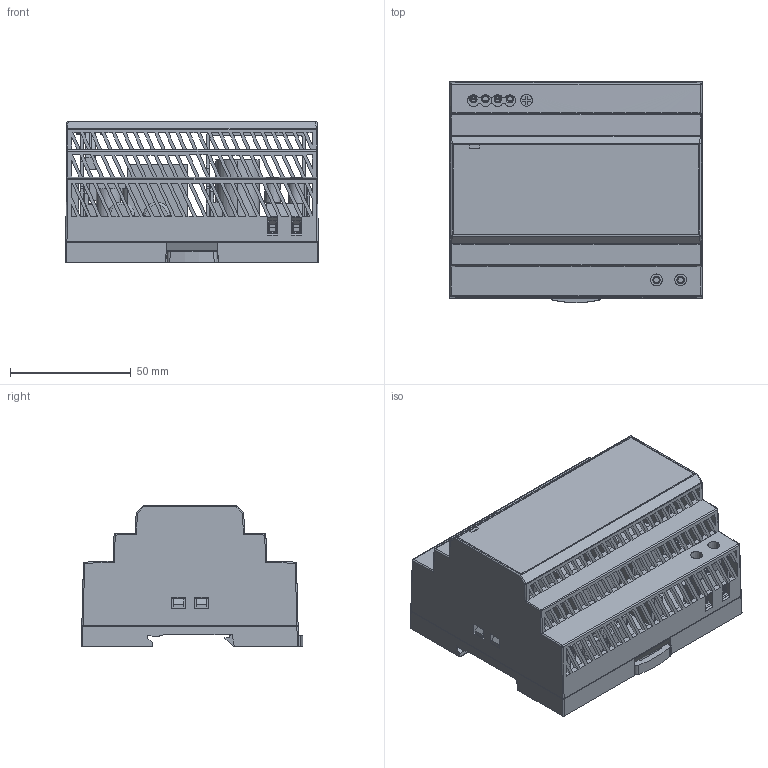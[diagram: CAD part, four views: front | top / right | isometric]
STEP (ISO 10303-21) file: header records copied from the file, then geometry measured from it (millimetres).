
FILE_DESCRIPTION(('Creo Elements/Direct Modeling STEP Export'),'2;1');
FILE_NAME('HDR-150.stp','2018-10-11T10:29:43',(''),(''),'PTC Creo Elements/Direct Modeling STEP processor for AP214 (Solid Model)','PTC Creo Elements/Direct Modeling 19.0A 04-Oct-2014 (C) Parametric Technology GmbH','');
FILE_SCHEMA(('AUTOMOTIVE_DESIGN { 1 0 10303 214 1 1 1 1 }'));
Length unit declared in the file: millimetre
Products named in the file (43): _X2_4E0A84CB_X0__PRT.PRT; LENS_PRT.PRT; _X2_4E0A76D6_X0__ASM.ASM; _X2_4E0B84CB_X0__PRT.PRT; 1011-HOOK_1_PRT.PRT; SPRING_PRT.PRT; _X2_4E0B76D6_X0__ASM.ASM; CASE; PIN_1_2_PRT.PRT; HS-SZ068-432980_PRT.PRT; PIN1; HS-SZ068-439140_ASM.ASM; HS-SZ070-455110_PRT.PRT; PIN_1_2_2_PRT.PRT; PIN_1_2_2_PRT.PRT.1; HS-SZ070-461270_ASM.ASM; HS-SZ; TB2_PRT.PRT.7; PCB-518150_PRT.PRT; TB1_PRT.PRT; 344_PRT.PRT; SVR1_PRT.PRT; LED1_PRT.PRT; C1_PRT.PRT; BD1_PRT.PRT; MOS1_2_PRT.PRT; MOS1_PRT.PRT; MOS1_1_PRT.PRT; Q3_ASM.ASM; C7_PRT.PRT; C12_PRT.PRT; C2_PRT.PRT; C3_PRT.PRT; C11_PRT.PRT; C4_PRT.PRT; Q1_PRT.PRT; C10_PRT.PRT; T1_PRT.PRT; C9_PRT.PRT; C8_PRT.PRT ...
Assembly tree (43 placements, depth 4):
  HDR-150
    PCB
      TB2_PRT.PRT.1
      C8_PRT.PRT
      C9_PRT.PRT
      T1_PRT.PRT
      C10_PRT.PRT
      Q1_PRT.PRT
      C4_PRT.PRT
      C11_PRT.PRT
      C3_PRT.PRT
      C2_PRT.PRT
      C12_PRT.PRT
      C7_PRT.PRT
      Q3_ASM.ASM
        MOS1_1_PRT.PRT
        MOS1_PRT.PRT
        MOS1_2_PRT.PRT
      BD1_PRT.PRT
      C1_PRT.PRT
      LED1_PRT.PRT
      SVR1_PRT.PRT
      TB2_PRT.PRT.7  x2
      344_PRT.PRT
      TB1_PRT.PRT
      PCB-518150_PRT.PRT
    HS-SZ
      HS-SZ070-461270_ASM.ASM
        PIN_1_2_2_PRT.PRT.1
        PIN_1_2_2_PRT.PRT
        HS-SZ070-455110_PRT.PRT
      HS-SZ068-439140_ASM.ASM
        PIN1
        HS-SZ068-432980_PRT.PRT
        PIN_1_2_PRT.PRT
    CASE
      _X2_4E0B76D6_X0__ASM.ASM
        SPRING_PRT.PRT
        1011-HOOK_1_PRT.PRT
        _X2_4E0B84CB_X0__PRT.PRT
      _X2_4E0A76D6_X0__ASM.ASM
        LENS_PRT.PRT
        _X2_4E0A84CB_X0__PRT.PRT
Bounding box: 104.99 x 91.71 x 58.3 mm (x, y, z)
Volume: 145237.7 mm3; surface area: 140207.9 mm2
Topology: 35 solids, 35 shells, 2095 faces, 5918 edges, 3820 vertices
Faces by surface type: plane 1671, cylinder 341, cone 31, torus 26, sphere 14, bspline 8, extrusion 4
Entity records: 99142 total; most frequent: CARTESIAN_POINT 38052, ORIENTED_EDGE 11406, DIRECTION 9938, EDGE_CURVE 5703, VECTOR 4826, LINE 4822, VERTEX_POINT 3690, AXIS2_PLACEMENT_3D 2556
